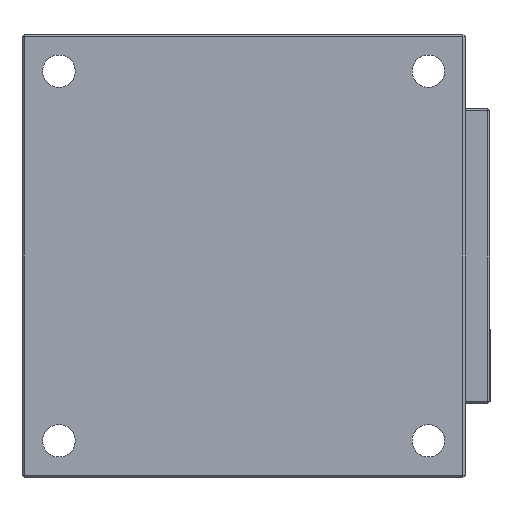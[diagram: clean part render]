
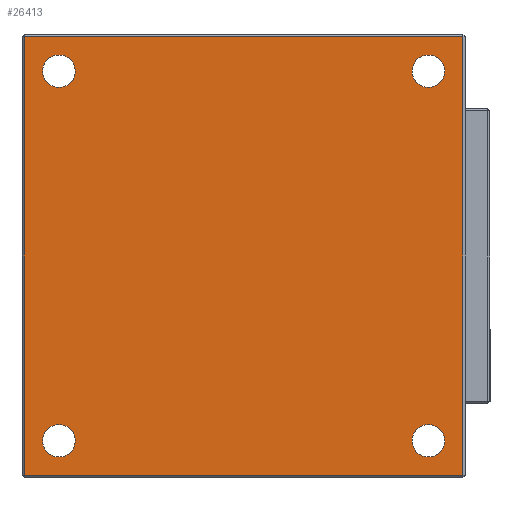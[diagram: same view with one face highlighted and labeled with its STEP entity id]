
A CAD part, front view. The second image highlights one B-rep face of the part: STEP entity #26413.
In plain terms, the highlighted planar face has unit normal (0, -1, 0).
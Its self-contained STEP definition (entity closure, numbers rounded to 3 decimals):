
#62 = CARTESIAN_POINT ( 'NONE',  ( -40.8, 0., -37.5 ) ) ;
#157 = VERTEX_POINT ( 'NONE', #1946 ) ;
#882 = DIRECTION ( 'NONE',  ( -1., 0., 0. ) ) ;
#1043 = AXIS2_PLACEMENT_3D ( 'NONE', #24546, #19574, #16372 ) ;
#1514 = EDGE_CURVE ( 'NONE', #32392, #157, #2781, .T. ) ;
#1641 = CARTESIAN_POINT ( 'NONE',  ( -37.5, 0., -37.5 ) ) ;
#1946 = CARTESIAN_POINT ( 'NONE',  ( 44.5, 0., 44.5 ) ) ;
#2237 = CARTESIAN_POINT ( 'NONE',  ( 44.5, 0., -44.5 ) ) ;
#2420 = FACE_OUTER_BOUND ( 'NONE', #32382, .T. ) ;
#2598 = DIRECTION ( 'NONE',  ( 0., 0., 1. ) ) ;
#2665 = EDGE_CURVE ( 'NONE', #8271, #3888, #3920, .T. ) ;
#2781 = LINE ( 'NONE', #15943, #5986 ) ;
#2872 = EDGE_CURVE ( 'NONE', #3888, #8271, #8864, .T. ) ;
#3621 = CARTESIAN_POINT ( 'NONE',  ( 34.2, 0., 37.5 ) ) ;
#3795 = DIRECTION ( 'NONE',  ( 0., 1., 0. ) ) ;
#3888 = VERTEX_POINT ( 'NONE', #9279 ) ;
#3920 = CIRCLE ( 'NONE', #9366, 3.3 ) ;
#4480 = DIRECTION ( 'NONE',  ( -1., 0., 0. ) ) ;
#4868 = CIRCLE ( 'NONE', #14723, 3.3 ) ;
#5103 = ORIENTED_EDGE ( 'NONE', *, *, #17611, .T. ) ;
#5112 = CARTESIAN_POINT ( 'NONE',  ( -34.2, 0., 37.5 ) ) ;
#5422 = AXIS2_PLACEMENT_3D ( 'NONE', #11561, #29494, #6082 ) ;
#5986 = VECTOR ( 'NONE', #2598, 1000. ) ;
#6082 = DIRECTION ( 'NONE',  ( -1., 0., 0. ) ) ;
#6303 = EDGE_CURVE ( 'NONE', #157, #25882, #30313, .T. ) ;
#6448 = CARTESIAN_POINT ( 'NONE',  ( -44.5, 0., 44.5 ) ) ;
#7372 = PLANE ( 'NONE',  #26619 ) ;
#7715 = FACE_BOUND ( 'NONE', #19384, .T. ) ;
#7774 = EDGE_LOOP ( 'NONE', ( #32763, #32492 ) ) ;
#7905 = ORIENTED_EDGE ( 'NONE', *, *, #25494, .T. ) ;
#8148 = CIRCLE ( 'NONE', #9253, 3.3 ) ;
#8159 = ORIENTED_EDGE ( 'NONE', *, *, #1514, .T. ) ;
#8271 = VERTEX_POINT ( 'NONE', #14436 ) ;
#8536 = CIRCLE ( 'NONE', #19484, 3.3 ) ;
#8571 = CARTESIAN_POINT ( 'NONE',  ( -37.5, 0., -37.5 ) ) ;
#8864 = CIRCLE ( 'NONE', #26309, 3.3 ) ;
#9187 = LINE ( 'NONE', #19262, #10969 ) ;
#9253 = AXIS2_PLACEMENT_3D ( 'NONE', #14230, #3795, #882 ) ;
#9279 = CARTESIAN_POINT ( 'NONE',  ( 40.8, 0., -37.5 ) ) ;
#9366 = AXIS2_PLACEMENT_3D ( 'NONE', #21741, #14068, #29278 ) ;
#9736 = VERTEX_POINT ( 'NONE', #19581 ) ;
#10281 = DIRECTION ( 'NONE',  ( 0., 1., 0. ) ) ;
#10969 = VECTOR ( 'NONE', #24890, 1000. ) ;
#11297 = DIRECTION ( 'NONE',  ( 0., 1., 0. ) ) ;
#11561 = CARTESIAN_POINT ( 'NONE',  ( 37.5, 0., 37.5 ) ) ;
#11624 = LINE ( 'NONE', #19612, #28365 ) ;
#11748 = DIRECTION ( 'NONE',  ( 0., 1., 0. ) ) ;
#12545 = DIRECTION ( 'NONE',  ( -1., 0., 0. ) ) ;
#12660 = DIRECTION ( 'NONE',  ( 0., 1., 0. ) ) ;
#13372 = ORIENTED_EDGE ( 'NONE', *, *, #22887, .T. ) ;
#13523 = EDGE_LOOP ( 'NONE', ( #7905, #25252 ) ) ;
#13690 = VERTEX_POINT ( 'NONE', #3621 ) ;
#13778 = ORIENTED_EDGE ( 'NONE', *, *, #22419, .T. ) ;
#14068 = DIRECTION ( 'NONE',  ( 0., 1., 0. ) ) ;
#14106 = VERTEX_POINT ( 'NONE', #25709 ) ;
#14230 = CARTESIAN_POINT ( 'NONE',  ( -37.5, 0., 37.5 ) ) ;
#14436 = CARTESIAN_POINT ( 'NONE',  ( 34.2, 0., -37.5 ) ) ;
#14567 = CARTESIAN_POINT ( 'NONE',  ( -44.5, 0., -44.5 ) ) ;
#14579 = EDGE_CURVE ( 'NONE', #14106, #16026, #8536, .T. ) ;
#14639 = AXIS2_PLACEMENT_3D ( 'NONE', #8571, #11297, #24431 ) ;
#14653 = DIRECTION ( 'NONE',  ( -1., 0., 0. ) ) ;
#14718 = CIRCLE ( 'NONE', #1043, 3.3 ) ;
#14723 = AXIS2_PLACEMENT_3D ( 'NONE', #25633, #12660, #26317 ) ;
#15739 = DIRECTION ( 'NONE',  ( 0., 1., 0. ) ) ;
#15807 = EDGE_CURVE ( 'NONE', #13690, #9736, #27271, .T. ) ;
#15909 = ORIENTED_EDGE ( 'NONE', *, *, #22632, .T. ) ;
#15943 = CARTESIAN_POINT ( 'NONE',  ( 44.5, 0., 0. ) ) ;
#16026 = VERTEX_POINT ( 'NONE', #62 ) ;
#16372 = DIRECTION ( 'NONE',  ( -1., 0., 0. ) ) ;
#17463 = CARTESIAN_POINT ( 'NONE',  ( 0., 0., 0. ) ) ;
#17611 = EDGE_CURVE ( 'NONE', #9736, #13690, #14718, .T. ) ;
#18610 = VECTOR ( 'NONE', #12545, 1000. ) ;
#19262 = CARTESIAN_POINT ( 'NONE',  ( 0., 0., -44.5 ) ) ;
#19384 = EDGE_LOOP ( 'NONE', ( #13778, #15909 ) ) ;
#19466 = VERTEX_POINT ( 'NONE', #29609 ) ;
#19484 = AXIS2_PLACEMENT_3D ( 'NONE', #1641, #11748, #14653 ) ;
#19574 = DIRECTION ( 'NONE',  ( 0., 1., 0. ) ) ;
#19581 = CARTESIAN_POINT ( 'NONE',  ( 40.8, 0., 37.5 ) ) ;
#19612 = CARTESIAN_POINT ( 'NONE',  ( -44.5, 0., 0. ) ) ;
#20315 = ORIENTED_EDGE ( 'NONE', *, *, #6303, .T. ) ;
#21234 = EDGE_LOOP ( 'NONE', ( #27495, #5103 ) ) ;
#21741 = CARTESIAN_POINT ( 'NONE',  ( 37.5, 0., -37.5 ) ) ;
#22021 = DIRECTION ( 'NONE',  ( 0., 0., -1. ) ) ;
#22419 = EDGE_CURVE ( 'NONE', #19466, #31381, #8148, .T. ) ;
#22632 = EDGE_CURVE ( 'NONE', #31381, #19466, #4868, .T. ) ;
#22887 = EDGE_CURVE ( 'NONE', #25882, #23386, #11624, .T. ) ;
#22923 = FACE_BOUND ( 'NONE', #21234, .T. ) ;
#23386 = VERTEX_POINT ( 'NONE', #14567 ) ;
#24431 = DIRECTION ( 'NONE',  ( -1., 0., 0. ) ) ;
#24546 = CARTESIAN_POINT ( 'NONE',  ( 37.5, 0., 37.5 ) ) ;
#24890 = DIRECTION ( 'NONE',  ( 1., 0., 0. ) ) ;
#25252 = ORIENTED_EDGE ( 'NONE', *, *, #14579, .T. ) ;
#25314 = FACE_BOUND ( 'NONE', #7774, .T. ) ;
#25494 = EDGE_CURVE ( 'NONE', #16026, #14106, #27164, .T. ) ;
#25633 = CARTESIAN_POINT ( 'NONE',  ( -37.5, 0., 37.5 ) ) ;
#25709 = CARTESIAN_POINT ( 'NONE',  ( -34.2, 0., -37.5 ) ) ;
#25882 = VERTEX_POINT ( 'NONE', #6448 ) ;
#26309 = AXIS2_PLACEMENT_3D ( 'NONE', #28202, #15739, #31118 ) ;
#26317 = DIRECTION ( 'NONE',  ( -1., 0., 0. ) ) ;
#26413 = ADVANCED_FACE ( 'NONE', ( #2420, #22923, #7715, #27882, #25314 ), #7372, .F. ) ;
#26619 = AXIS2_PLACEMENT_3D ( 'NONE', #17463, #10281, #4480 ) ;
#27164 = CIRCLE ( 'NONE', #14639, 3.3 ) ;
#27271 = CIRCLE ( 'NONE', #5422, 3.3 ) ;
#27495 = ORIENTED_EDGE ( 'NONE', *, *, #15807, .T. ) ;
#27670 = ORIENTED_EDGE ( 'NONE', *, *, #33664, .T. ) ;
#27882 = FACE_BOUND ( 'NONE', #13523, .T. ) ;
#27920 = CARTESIAN_POINT ( 'NONE',  ( 0., 0., 44.5 ) ) ;
#28202 = CARTESIAN_POINT ( 'NONE',  ( 37.5, 0., -37.5 ) ) ;
#28365 = VECTOR ( 'NONE', #22021, 1000. ) ;
#29278 = DIRECTION ( 'NONE',  ( -1., 0., 0. ) ) ;
#29494 = DIRECTION ( 'NONE',  ( 0., 1., 0. ) ) ;
#29609 = CARTESIAN_POINT ( 'NONE',  ( -40.8, 0., 37.5 ) ) ;
#30313 = LINE ( 'NONE', #27920, #18610 ) ;
#31118 = DIRECTION ( 'NONE',  ( -1., 0., 0. ) ) ;
#31381 = VERTEX_POINT ( 'NONE', #5112 ) ;
#32382 = EDGE_LOOP ( 'NONE', ( #8159, #20315, #13372, #27670 ) ) ;
#32392 = VERTEX_POINT ( 'NONE', #2237 ) ;
#32492 = ORIENTED_EDGE ( 'NONE', *, *, #2872, .T. ) ;
#32763 = ORIENTED_EDGE ( 'NONE', *, *, #2665, .T. ) ;
#33664 = EDGE_CURVE ( 'NONE', #23386, #32392, #9187, .T. ) ;
